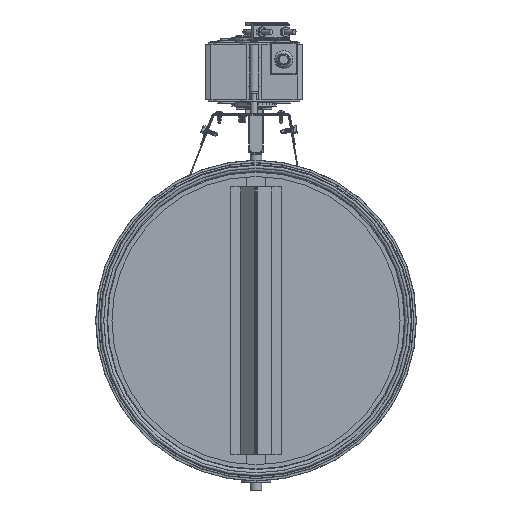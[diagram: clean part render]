
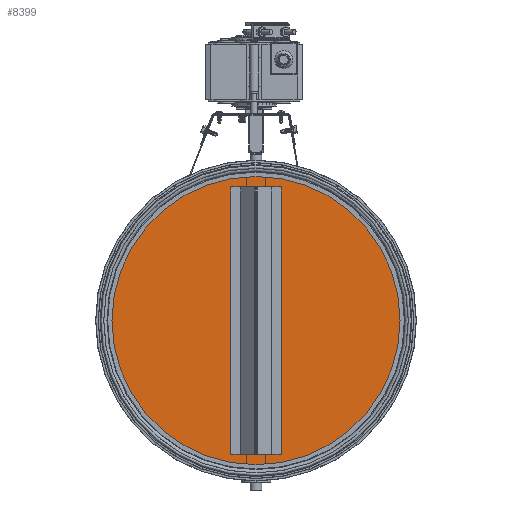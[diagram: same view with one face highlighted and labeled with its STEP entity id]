
A CAD part, front view. The second image highlights one B-rep face of the part: STEP entity #8399.
In plain terms, the highlighted face is planar.
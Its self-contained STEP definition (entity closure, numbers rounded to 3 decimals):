
#8368=CARTESIAN_POINT('',(151.0,0.,0.9));
#8369=VERTEX_POINT('',#8368);
#8370=CARTESIAN_POINT('',(0.0,0.0,0.9));
#8371=DIRECTION('',(0.0,0.0,-1.0));
#8372=DIRECTION('',(-1.0,0.0,0.0));
#8373=AXIS2_PLACEMENT_3D('',#8370,#8371,#8372);
#8374=CIRCLE('',#8373,151.0);
#8375=EDGE_CURVE('',#8369,#8369,#8374,.T.);
#8391=CARTESIAN_POINT('',(0.0,0.0,0.9));
#8392=DIRECTION('',(0.0,0.0,-1.0));
#8393=DIRECTION('',(-1.0,0.0,0.0));
#8394=AXIS2_PLACEMENT_3D('',#8391,#8392,#8393);
#8395=PLANE('',#8394);
#8396=ORIENTED_EDGE('',*,*,#8375,.F.);
#8397=EDGE_LOOP('',(#8396));
#8398=FACE_OUTER_BOUND('',#8397,.T.);
#8399=ADVANCED_FACE('',(#8398),#8395,.F.);
